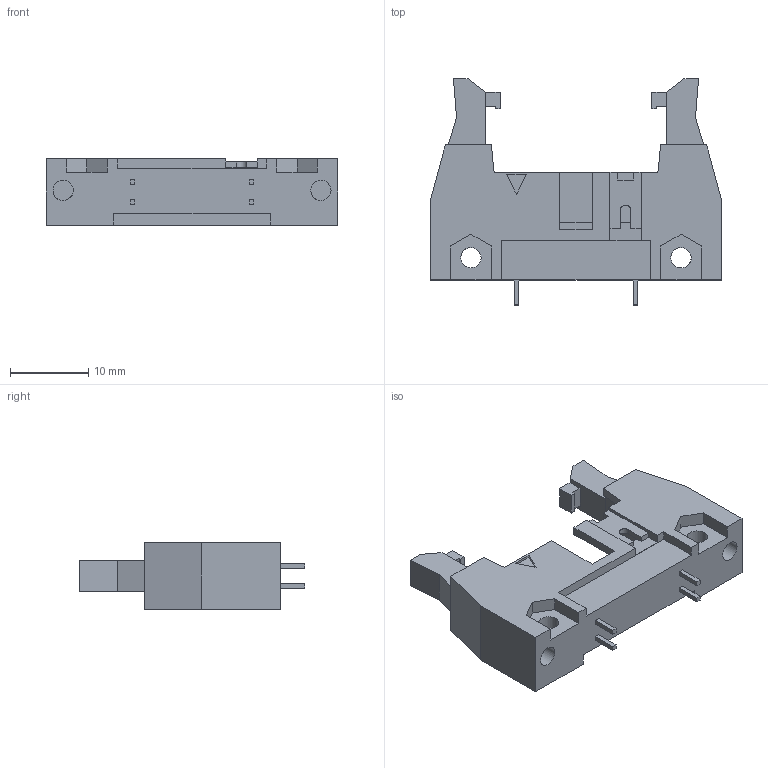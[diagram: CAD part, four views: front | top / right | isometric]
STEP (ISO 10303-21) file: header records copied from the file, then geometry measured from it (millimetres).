
FILE_DESCRIPTION((''),'2;1');
FILE_NAME( '0918_SEK_male_header_straight_14-pin_w_long_lever_2_9_PCB.stp','2005-08-12T16:20:30',('User'),('SDRC'),'I-DEAS Master Series 9','UNIX','Yes');
FILE_SCHEMA(('AUTOMOTIVE_DESIGN { 1 0 10303 214 1 1 1 1 }'));
Length unit declared in the file: millimetre
Products named in the file (1): 09 1x 514 x904
Bounding box: 37.4 x 28.95 x 8.5 mm (x, y, z)
Volume: 3549.3 mm3; surface area: 3040.8 mm2
Topology: 1 solids, 1 shells, 136 faces, 363 edges, 240 vertices
Faces by surface type: bspline 136
Entity records: 4012 total; most frequent: CARTESIAN_POINT 1603, ORIENTED_EDGE 726, EDGE_CURVE 363, VERTEX_POINT 240, QUASI_UNIFORM_CURVE 181, B_SPLINE_CURVE_WITH_KNOTS 172, EDGE_LOOP 153, FACE_OUTER_BOUND 136
